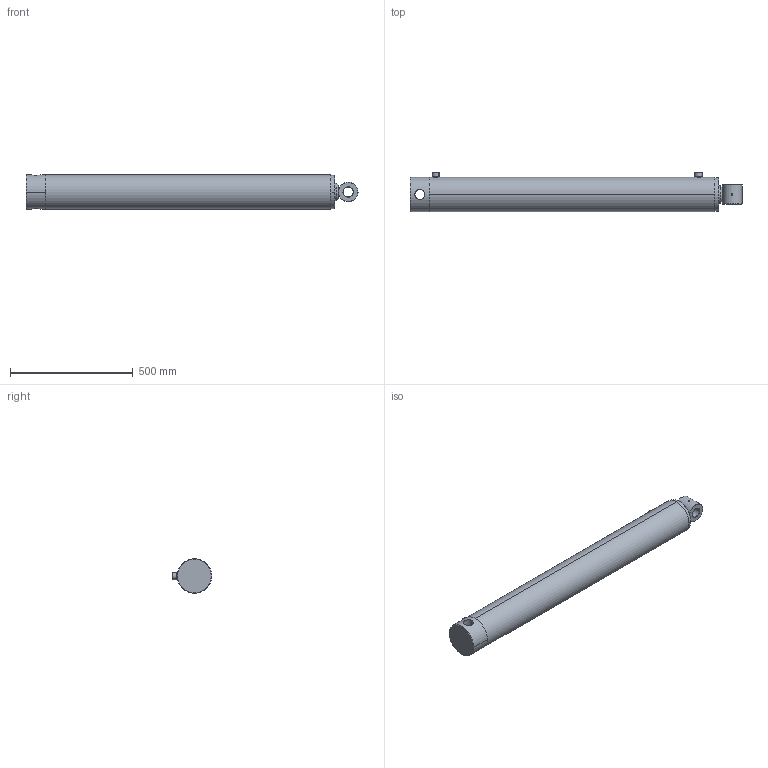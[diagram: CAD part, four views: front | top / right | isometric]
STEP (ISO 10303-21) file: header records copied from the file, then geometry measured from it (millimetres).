
FILE_DESCRIPTION (( 'STEP AP203' ), '1' );
FILE_NAME ('707-10.STEP', '2014-12-12T08:29:31', ( '' ), ( '' ), 'SwSTEP 2.0', 'SolidWorks 2015', '' );
FILE_SCHEMA (( 'CONFIG_CONTROL_DESIGN' ));
Length unit declared in the file: millimetre
Products named in the file (9): Führung^707-10; P707NM^707-10; Boden^707-10; Kontermutter^707-10; ET707; Rohr^707-10; 707-10; Stange^707-10; AL12
Assembly tree (9 placements, depth 2):
  707-10
    Rohr^707-10
    Stange^707-10
    AL12  x2
    Führung^707-10
    P707NM^707-10
    Kontermutter^707-10
    Boden^707-10
    ET707
Bounding box: 1350 x 160 x 140 mm (x, y, z)
Volume: 11872636.5 mm3; surface area: 1484634 mm2
Topology: 9 solids, 9 shells, 114 faces, 237 edges, 144 vertices
Faces by surface type: cylinder 50, cone 40, plane 22, torus 2
Entity records: 4426 total; most frequent: CARTESIAN_POINT 1215, DIRECTION 519, ORIENTED_EDGE 418, AXIS2_PLACEMENT_3D 220, EDGE_CURVE 209, VERTEX_POINT 128, EDGE_LOOP 125, CIRCLE 108
